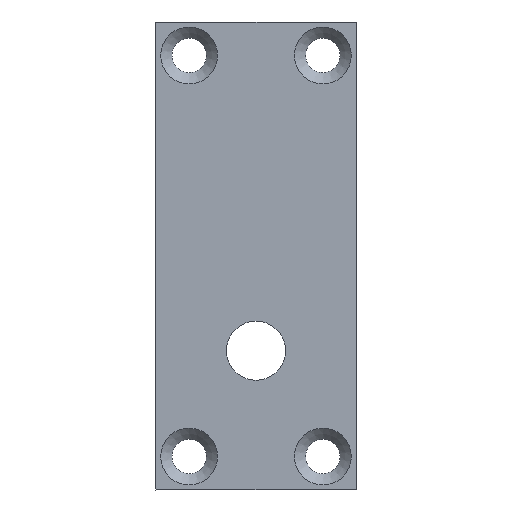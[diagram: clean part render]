
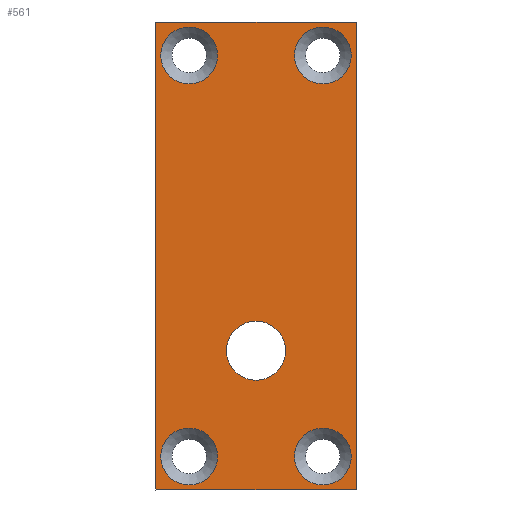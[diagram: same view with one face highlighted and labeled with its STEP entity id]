
A CAD part, front view. The second image highlights one B-rep face of the part: STEP entity #561.
In plain terms, the highlighted planar face has unit normal (0, -1, 0).
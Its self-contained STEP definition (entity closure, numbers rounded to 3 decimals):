
#320=CARTESIAN_POINT('',(306.,482.5,583.85));
#321=VERTEX_POINT('',#320);
#330=CARTESIAN_POINT('',(306.,482.5,586.5));
#331=DIRECTION('',(-0.,1.,-0.));
#332=DIRECTION('',(0.,0.,-1.));
#333=AXIS2_PLACEMENT_3D('',#330,#331,#332);
#334=CIRCLE('',#333,2.65);
#335=EDGE_CURVE('',#321,#321,#334,.T.);
#353=CARTESIAN_POINT('',(297.,482.5,616.));
#354=VERTEX_POINT('',#353);
#355=CARTESIAN_POINT('',(315.,482.5,616.));
#356=VERTEX_POINT('',#355);
#357=CARTESIAN_POINT('',(297.,482.5,616.));
#358=DIRECTION('',(1.,0.,0.));
#359=VECTOR('',#358,18.);
#360=LINE('',#357,#359);
#361=EDGE_CURVE('',#354,#356,#360,.T.);
#393=CARTESIAN_POINT('',(297.,482.5,574.));
#394=VERTEX_POINT('',#393);
#411=CARTESIAN_POINT('',(315.,482.5,574.));
#412=VERTEX_POINT('',#411);
#419=CARTESIAN_POINT('',(297.,482.5,574.));
#420=DIRECTION('',(1.,0.,0.));
#421=VECTOR('',#420,18.);
#422=LINE('',#419,#421);
#423=EDGE_CURVE('',#394,#412,#422,.T.);
#441=CARTESIAN_POINT('',(315.,482.5,616.));
#442=DIRECTION('',(0.,0.,-1.));
#443=VECTOR('',#442,42.);
#444=LINE('',#441,#443);
#445=EDGE_CURVE('',#356,#412,#444,.T.);
#463=CARTESIAN_POINT('',(297.,482.5,574.));
#464=DIRECTION('',(0.,-0.,1.));
#465=VECTOR('',#464,42.);
#466=LINE('',#463,#465);
#467=EDGE_CURVE('',#394,#354,#466,.T.);
#503=CARTESIAN_POINT('',(845.,482.5,0.));
#504=DIRECTION('',(0.,-1.,0.));
#505=DIRECTION('',(0.,0.,-1.));
#506=AXIS2_PLACEMENT_3D('',#503,#504,#505);
#507=PLANE('',#506);
#508=CARTESIAN_POINT('',(312.,482.5,574.45));
#509=VERTEX_POINT('',#508);
#510=CARTESIAN_POINT('',(312.,482.5,577.));
#511=DIRECTION('',(0.,-1.,0.));
#512=DIRECTION('',(0.,0.,-1.));
#513=AXIS2_PLACEMENT_3D('',#510,#511,#512);
#514=CIRCLE('',#513,2.55);
#515=EDGE_CURVE('',#509,#509,#514,.T.);
#516=ORIENTED_EDGE('',*,*,#515,.F.);
#517=EDGE_LOOP('',(#516));
#518=FACE_BOUND('',#517,.T.);
#519=CARTESIAN_POINT('',(300.,482.5,574.45));
#520=VERTEX_POINT('',#519);
#521=CARTESIAN_POINT('',(300.,482.5,577.));
#522=DIRECTION('',(0.,-1.,0.));
#523=DIRECTION('',(0.,0.,-1.));
#524=AXIS2_PLACEMENT_3D('',#521,#522,#523);
#525=CIRCLE('',#524,2.55);
#526=EDGE_CURVE('',#520,#520,#525,.T.);
#527=ORIENTED_EDGE('',*,*,#526,.F.);
#528=EDGE_LOOP('',(#527));
#529=FACE_BOUND('',#528,.T.);
#530=CARTESIAN_POINT('',(300.,482.5,610.45));
#531=VERTEX_POINT('',#530);
#532=CARTESIAN_POINT('',(300.,482.5,613.));
#533=DIRECTION('',(0.,-1.,0.));
#534=DIRECTION('',(0.,0.,-1.));
#535=AXIS2_PLACEMENT_3D('',#532,#533,#534);
#536=CIRCLE('',#535,2.55);
#537=EDGE_CURVE('',#531,#531,#536,.T.);
#538=ORIENTED_EDGE('',*,*,#537,.F.);
#539=EDGE_LOOP('',(#538));
#540=FACE_BOUND('',#539,.T.);
#541=CARTESIAN_POINT('',(312.,482.5,610.45));
#542=VERTEX_POINT('',#541);
#543=CARTESIAN_POINT('',(312.,482.5,613.));
#544=DIRECTION('',(0.,-1.,0.));
#545=DIRECTION('',(0.,0.,-1.));
#546=AXIS2_PLACEMENT_3D('',#543,#544,#545);
#547=CIRCLE('',#546,2.55);
#548=EDGE_CURVE('',#542,#542,#547,.T.);
#549=ORIENTED_EDGE('',*,*,#548,.F.);
#550=EDGE_LOOP('',(#549));
#551=FACE_BOUND('',#550,.T.);
#552=ORIENTED_EDGE('',*,*,#423,.T.);
#553=ORIENTED_EDGE('',*,*,#445,.F.);
#554=ORIENTED_EDGE('',*,*,#361,.F.);
#555=ORIENTED_EDGE('',*,*,#467,.F.);
#556=EDGE_LOOP('',(#552,#553,#554,#555));
#557=FACE_BOUND('',#556,.T.);
#558=ORIENTED_EDGE('',*,*,#335,.T.);
#559=EDGE_LOOP('',(#558));
#560=FACE_BOUND('',#559,.T.);
#561=ADVANCED_FACE('',(#518,#529,#540,#551,#557,#560),#507,.T.);
